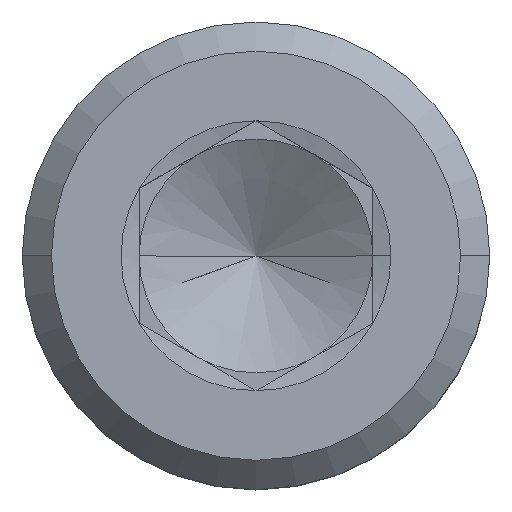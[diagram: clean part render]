
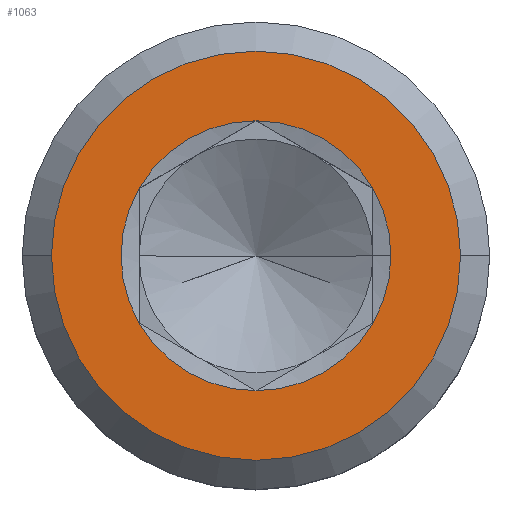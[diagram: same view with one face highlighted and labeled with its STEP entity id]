
A CAD part, top view. The second image highlights one B-rep face of the part: STEP entity #1063.
In plain terms, the highlighted planar face has unit normal (0, 0, 1).
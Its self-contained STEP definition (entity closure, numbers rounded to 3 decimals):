
#1 = CIRCLE ( 'NONE', #160, 4.619 ) ;
#6 = ORIENTED_EDGE ( 'NONE', *, *, #376, .F. ) ;
#12 = AXIS2_PLACEMENT_3D ( 'NONE', #768, #765, #87 ) ;
#13 = CARTESIAN_POINT ( 'NONE',  ( 0., 0., 0. ) ) ;
#24 = DIRECTION ( 'NONE',  ( 0., 0., 1. ) ) ;
#30 = CARTESIAN_POINT ( 'NONE',  ( 0., 0., 0. ) ) ;
#36 = CARTESIAN_POINT ( 'NONE',  ( 7., 0., 0. ) ) ;
#46 = DIRECTION ( 'NONE',  ( 1., 0., 0. ) ) ;
#51 = CARTESIAN_POINT ( 'NONE',  ( 0., 0., 0. ) ) ;
#62 = VERTEX_POINT ( 'NONE', #585 ) ;
#73 = CARTESIAN_POINT ( 'NONE',  ( 4., -2.309, 0. ) ) ;
#76 = EDGE_LOOP ( 'NONE', ( #685, #484 ) ) ;
#87 = DIRECTION ( 'NONE',  ( -1., 0., 0. ) ) ;
#95 = CIRCLE ( 'NONE', #682, 4.619 ) ;
#107 = CIRCLE ( 'NONE', #480, 4.619 ) ;
#108 = DIRECTION ( 'NONE',  ( 1., 0., 0. ) ) ;
#118 = CIRCLE ( 'NONE', #486, 4.619 ) ;
#131 = EDGE_CURVE ( 'NONE', #874, #885, #362, .T. ) ;
#133 = CARTESIAN_POINT ( 'NONE',  ( 0., 0., 0. ) ) ;
#160 = AXIS2_PLACEMENT_3D ( 'NONE', #133, #475, #46 ) ;
#204 = DIRECTION ( 'NONE',  ( 1., 0., 0. ) ) ;
#206 = VERTEX_POINT ( 'NONE', #614 ) ;
#218 = VERTEX_POINT ( 'NONE', #519 ) ;
#284 = EDGE_CURVE ( 'NONE', #885, #874, #1009, .T. ) ;
#301 = DIRECTION ( 'NONE',  ( 0., 0., 1. ) ) ;
#302 = ORIENTED_EDGE ( 'NONE', *, *, #607, .F. ) ;
#318 = DIRECTION ( 'NONE',  ( 1., 0., 0. ) ) ;
#329 = ORIENTED_EDGE ( 'NONE', *, *, #400, .F. ) ;
#362 = CIRCLE ( 'NONE', #370, 7. ) ;
#370 = AXIS2_PLACEMENT_3D ( 'NONE', #13, #24, #108 ) ;
#372 = DIRECTION ( 'NONE',  ( 1., 0., 0. ) ) ;
#373 = CARTESIAN_POINT ( 'NONE',  ( 0., 0., 0. ) ) ;
#376 = EDGE_CURVE ( 'NONE', #1019, #635, #1, .T. ) ;
#386 = DIRECTION ( 'NONE',  ( 0., 0., 1. ) ) ;
#400 = EDGE_CURVE ( 'NONE', #62, #206, #107, .T. ) ;
#401 = CARTESIAN_POINT ( 'NONE',  ( 0., 0., 0. ) ) ;
#406 = DIRECTION ( 'NONE',  ( 0., 0., 1. ) ) ;
#416 = AXIS2_PLACEMENT_3D ( 'NONE', #453, #301, #721 ) ;
#424 = EDGE_CURVE ( 'NONE', #452, #218, #118, .T. ) ;
#429 = PLANE ( 'NONE',  #12 ) ;
#452 = VERTEX_POINT ( 'NONE', #73 ) ;
#453 = CARTESIAN_POINT ( 'NONE',  ( 0., 0., 0. ) ) ;
#475 = DIRECTION ( 'NONE',  ( 0., 0., 1. ) ) ;
#480 = AXIS2_PLACEMENT_3D ( 'NONE', #51, #386, #483 ) ;
#483 = DIRECTION ( 'NONE',  ( 1., 0., 0. ) ) ;
#484 = ORIENTED_EDGE ( 'NONE', *, *, #284, .T. ) ;
#486 = AXIS2_PLACEMENT_3D ( 'NONE', #401, #982, #318 ) ;
#498 = ORIENTED_EDGE ( 'NONE', *, *, #424, .F. ) ;
#513 = CARTESIAN_POINT ( 'NONE',  ( 0., 0., 0. ) ) ;
#519 = CARTESIAN_POINT ( 'NONE',  ( 4.619, 0., 0. ) ) ;
#529 = DIRECTION ( 'NONE',  ( 0., 0., 1. ) ) ;
#538 = DIRECTION ( 'NONE',  ( 0., 0., 1. ) ) ;
#551 = AXIS2_PLACEMENT_3D ( 'NONE', #373, #538, #204 ) ;
#585 = CARTESIAN_POINT ( 'NONE',  ( -4., -2.309, 0. ) ) ;
#600 = CARTESIAN_POINT ( 'NONE',  ( -4., 2.309, 0. ) ) ;
#607 = EDGE_CURVE ( 'NONE', #1013, #1019, #714, .T. ) ;
#614 = CARTESIAN_POINT ( 'NONE',  ( 0., -4.619, 0. ) ) ;
#623 = EDGE_LOOP ( 'NONE', ( #329, #1081, #6, #302, #736, #498, #731 ) ) ;
#635 = VERTEX_POINT ( 'NONE', #600 ) ;
#636 = CARTESIAN_POINT ( 'NONE',  ( -7., 0., 0. ) ) ;
#649 = CIRCLE ( 'NONE', #416, 4.619 ) ;
#653 = AXIS2_PLACEMENT_3D ( 'NONE', #513, #864, #1007 ) ;
#679 = FACE_OUTER_BOUND ( 'NONE', #76, .T. ) ;
#682 = AXIS2_PLACEMENT_3D ( 'NONE', #30, #529, #372 ) ;
#685 = ORIENTED_EDGE ( 'NONE', *, *, #131, .T. ) ;
#714 = CIRCLE ( 'NONE', #653, 4.619 ) ;
#721 = DIRECTION ( 'NONE',  ( 1., 0., 0. ) ) ;
#731 = ORIENTED_EDGE ( 'NONE', *, *, #836, .F. ) ;
#736 = ORIENTED_EDGE ( 'NONE', *, *, #764, .F. ) ;
#764 = EDGE_CURVE ( 'NONE', #218, #1013, #95, .T. ) ;
#765 = DIRECTION ( 'NONE',  ( 0., 0., -1. ) ) ;
#768 = CARTESIAN_POINT ( 'NONE',  ( 0., 0., 0. ) ) ;
#775 = AXIS2_PLACEMENT_3D ( 'NONE', #912, #406, #1068 ) ;
#788 = CIRCLE ( 'NONE', #775, 4.619 ) ;
#822 = CARTESIAN_POINT ( 'NONE',  ( 0., 4.619, 0. ) ) ;
#826 = FACE_BOUND ( 'NONE', #623, .T. ) ;
#836 = EDGE_CURVE ( 'NONE', #206, #452, #649, .T. ) ;
#864 = DIRECTION ( 'NONE',  ( 0., 0., 1. ) ) ;
#874 = VERTEX_POINT ( 'NONE', #636 ) ;
#885 = VERTEX_POINT ( 'NONE', #36 ) ;
#903 = CARTESIAN_POINT ( 'NONE',  ( 4., 2.309, 0. ) ) ;
#912 = CARTESIAN_POINT ( 'NONE',  ( 0., 0., 0. ) ) ;
#982 = DIRECTION ( 'NONE',  ( 0., 0., 1. ) ) ;
#1007 = DIRECTION ( 'NONE',  ( 1., 0., 0. ) ) ;
#1009 = CIRCLE ( 'NONE', #551, 7. ) ;
#1013 = VERTEX_POINT ( 'NONE', #903 ) ;
#1019 = VERTEX_POINT ( 'NONE', #822 ) ;
#1035 = EDGE_CURVE ( 'NONE', #635, #62, #788, .T. ) ;
#1063 = ADVANCED_FACE ( 'NONE', ( #679, #826 ), #429, .F. ) ;
#1068 = DIRECTION ( 'NONE',  ( 1., 0., 0. ) ) ;
#1081 = ORIENTED_EDGE ( 'NONE', *, *, #1035, .F. ) ;
